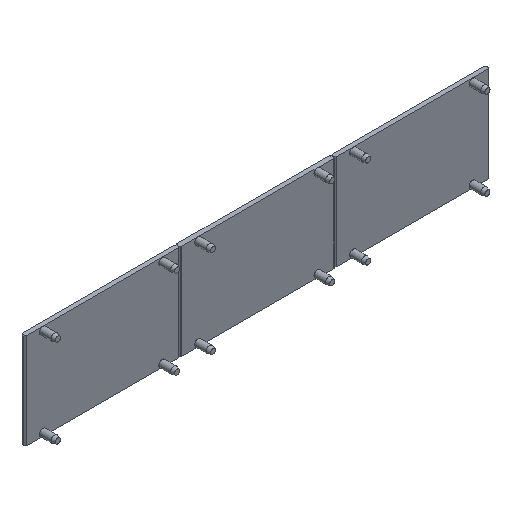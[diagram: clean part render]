
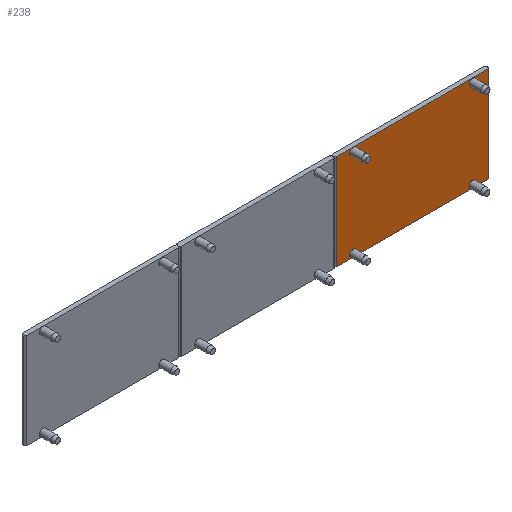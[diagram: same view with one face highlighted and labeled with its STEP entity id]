
A CAD part, isometric view. The second image highlights one B-rep face of the part: STEP entity #238.
In plain terms, the highlighted planar face has unit normal (0, -1, 0).
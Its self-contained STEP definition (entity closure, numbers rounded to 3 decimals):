
#143=FACE_BOUND('',#413,.T.);
#144=FACE_BOUND('',#414,.T.);
#145=FACE_BOUND('',#415,.T.);
#146=FACE_BOUND('',#416,.T.);
#147=FACE_BOUND('',#417,.T.);
#204=CIRCLE('',#1264,1.15);
#205=CIRCLE('',#1265,1.15);
#206=CIRCLE('',#1266,1.15);
#207=CIRCLE('',#1267,1.15);
#238=ADVANCED_FACE('',(#143,#144,#145,#146,#147),#312,.T.);
#312=PLANE('',#1268);
#413=EDGE_LOOP('',(#569));
#414=EDGE_LOOP('',(#570));
#415=EDGE_LOOP('',(#571));
#416=EDGE_LOOP('',(#572));
#417=EDGE_LOOP('',(#573,#574,#575,#576));
#569=ORIENTED_EDGE('',*,*,#960,.F.);
#570=ORIENTED_EDGE('',*,*,#961,.F.);
#571=ORIENTED_EDGE('',*,*,#962,.F.);
#572=ORIENTED_EDGE('',*,*,#963,.F.);
#573=ORIENTED_EDGE('',*,*,#964,.T.);
#574=ORIENTED_EDGE('',*,*,#965,.T.);
#575=ORIENTED_EDGE('',*,*,#937,.T.);
#576=ORIENTED_EDGE('',*,*,#966,.F.);
#829=VERTEX_POINT('',#1776);
#830=VERTEX_POINT('',#1778);
#847=VERTEX_POINT('',#1819);
#848=VERTEX_POINT('',#1821);
#849=VERTEX_POINT('',#1823);
#850=VERTEX_POINT('',#1825);
#851=VERTEX_POINT('',#1827);
#852=VERTEX_POINT('',#1828);
#937=EDGE_CURVE('',#830,#829,#1073,.T.);
#960=EDGE_CURVE('',#847,#847,#204,.T.);
#961=EDGE_CURVE('',#848,#848,#205,.T.);
#962=EDGE_CURVE('',#849,#849,#206,.T.);
#963=EDGE_CURVE('',#850,#850,#207,.T.);
#964=EDGE_CURVE('',#851,#852,#1096,.T.);
#965=EDGE_CURVE('',#852,#830,#1097,.T.);
#966=EDGE_CURVE('',#851,#829,#1098,.T.);
#1073=LINE('',#1777,#1173);
#1096=LINE('',#1826,#1196);
#1097=LINE('',#1829,#1197);
#1098=LINE('',#1830,#1198);
#1173=VECTOR('',#1420,1.);
#1196=VECTOR('',#1453,1.);
#1197=VECTOR('',#1454,1.);
#1198=VECTOR('',#1455,1.);
#1264=AXIS2_PLACEMENT_3D('',#1818,#1445,#1446);
#1265=AXIS2_PLACEMENT_3D('',#1820,#1447,#1448);
#1266=AXIS2_PLACEMENT_3D('',#1822,#1449,#1450);
#1267=AXIS2_PLACEMENT_3D('',#1824,#1451,#1452);
#1268=AXIS2_PLACEMENT_3D('',#1831,#1456,#1457);
#1420=DIRECTION('',(-1.,0.,0.));
#1445=DIRECTION('',(0.,-1.,0.));
#1446=DIRECTION('',(0.,0.,-1.));
#1447=DIRECTION('',(0.,-1.,0.));
#1448=DIRECTION('',(0.,0.,-1.));
#1449=DIRECTION('',(0.,-1.,0.));
#1450=DIRECTION('',(0.,0.,-1.));
#1451=DIRECTION('',(0.,-1.,0.));
#1452=DIRECTION('',(0.,0.,-1.));
#1453=DIRECTION('',(1.,0.,0.));
#1454=DIRECTION('',(0.,0.,1.));
#1455=DIRECTION('',(0.,0.,1.));
#1456=DIRECTION('',(0.,-1.,0.));
#1457=DIRECTION('',(0.,0.,-1.));
#1776=CARTESIAN_POINT('',(26.4,69.,66.));
#1777=CARTESIAN_POINT('',(0.,69.,66.));
#1778=CARTESIAN_POINT('',(77.5,69.,66.));
#1818=CARTESIAN_POINT('',(32.,69.,64.8));
#1819=CARTESIAN_POINT('',(32.,69.,63.65));
#1820=CARTESIAN_POINT('',(32.,69.,35.2));
#1821=CARTESIAN_POINT('',(32.,69.,34.05));
#1822=CARTESIAN_POINT('',(72.,69.,64.8));
#1823=CARTESIAN_POINT('',(72.,69.,63.65));
#1824=CARTESIAN_POINT('',(72.,69.,35.2));
#1825=CARTESIAN_POINT('',(72.,69.,34.05));
#1826=CARTESIAN_POINT('',(0.,69.,34.));
#1827=CARTESIAN_POINT('',(26.4,69.,34.));
#1828=CARTESIAN_POINT('',(77.5,69.,34.));
#1829=CARTESIAN_POINT('',(77.5,69.,34.));
#1830=CARTESIAN_POINT('',(26.4,69.,34.));
#1831=CARTESIAN_POINT('',(0.,69.,34.));
